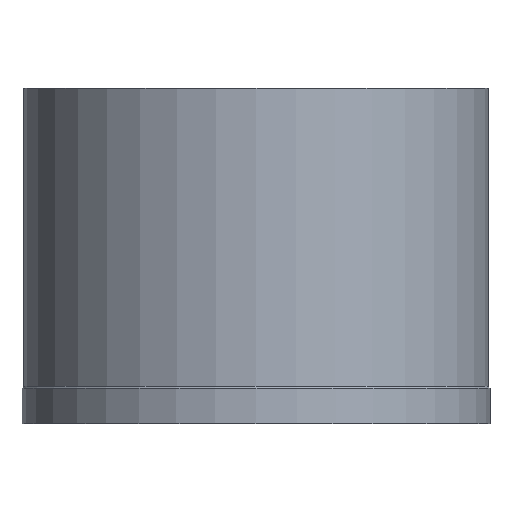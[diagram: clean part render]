
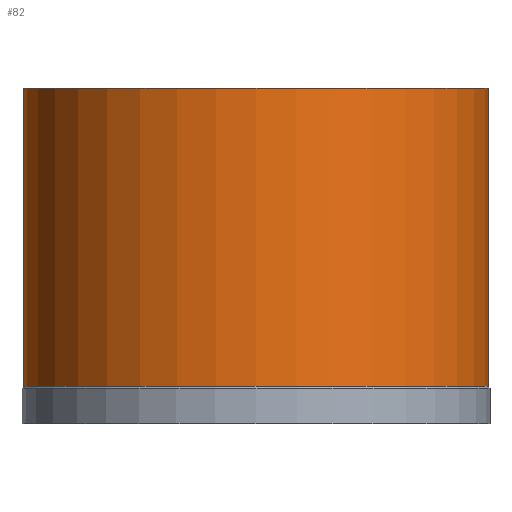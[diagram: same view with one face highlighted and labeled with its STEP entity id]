
A CAD part, front view. The second image highlights one B-rep face of the part: STEP entity #82.
In plain terms, the highlighted cylindrical face has radius 412.75 mm (diameter 825.5 mm), a full revolution.
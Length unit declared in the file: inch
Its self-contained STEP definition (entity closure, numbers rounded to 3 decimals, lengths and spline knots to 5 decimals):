
#14=CYLINDRICAL_SURFACE('',#102,16.25);
#26=FACE_BOUND('',#42,.T.);
#32=FACE_OUTER_BOUND('',#41,.T.);
#41=EDGE_LOOP('',(#71));
#42=EDGE_LOOP('',(#72));
#47=CIRCLE('',#94,16.25);
#52=CIRCLE('',#101,16.25);
#53=VERTEX_POINT('',#133);
#58=VERTEX_POINT('',#145);
#59=EDGE_CURVE('',#53,#53,#47,.T.);
#64=EDGE_CURVE('',#58,#58,#52,.T.);
#71=ORIENTED_EDGE('',*,*,#59,.F.);
#72=ORIENTED_EDGE('',*,*,#64,.F.);
#82=ADVANCED_FACE('',(#32,#26),#14,.T.);
#94=AXIS2_PLACEMENT_3D('',#134,#109,#110);
#101=AXIS2_PLACEMENT_3D('',#146,#123,#124);
#102=AXIS2_PLACEMENT_3D('',#147,#125,#126);
#109=DIRECTION('center_axis',(0.,0.,1.));
#110=DIRECTION('ref_axis',(-1.,0.,0.));
#123=DIRECTION('center_axis',(0.,0.,-1.));
#124=DIRECTION('ref_axis',(1.,0.,0.));
#125=DIRECTION('center_axis',(0.,0.,1.));
#126=DIRECTION('ref_axis',(-1.,0.,0.));
#133=CARTESIAN_POINT('',(16.25,0.,23.));
#134=CARTESIAN_POINT('Origin',(0.,0.,23.));
#145=CARTESIAN_POINT('',(-16.25,0.,2.125));
#146=CARTESIAN_POINT('Origin',(0.,0.,2.125));
#147=CARTESIAN_POINT('Origin',(0.,0.,0.));
